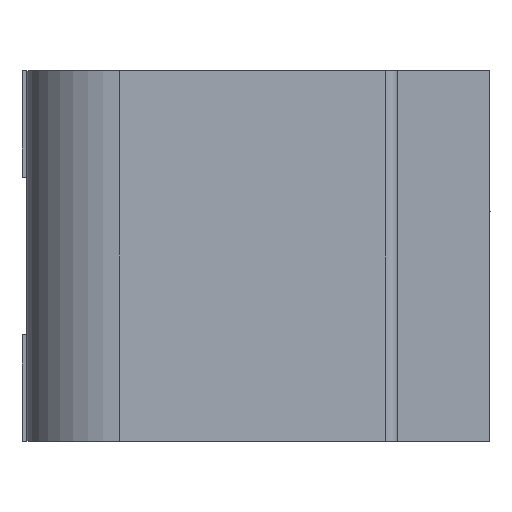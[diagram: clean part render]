
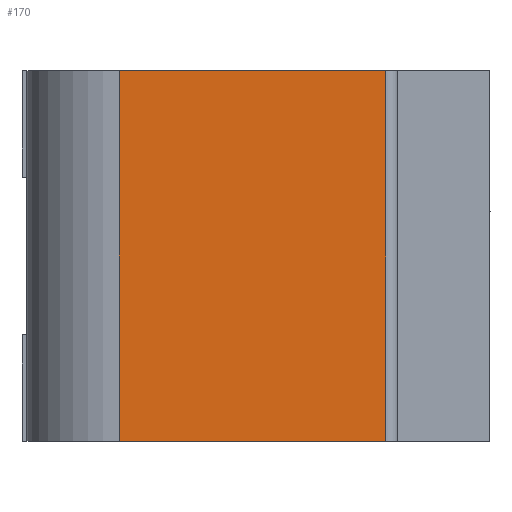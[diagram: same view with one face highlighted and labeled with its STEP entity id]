
A CAD part, left-side view. The second image highlights one B-rep face of the part: STEP entity #170.
In plain terms, the highlighted planar face has unit normal (-1, 0, 0).
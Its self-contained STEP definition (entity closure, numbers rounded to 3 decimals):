
#170 = ADVANCED_FACE( '', ( #423 ), #424, .F. );
#423 = FACE_OUTER_BOUND( '', #776, .T. );
#424 = PLANE( '', #777 );
#776 = EDGE_LOOP( '', ( #1227, #1228, #1229, #1230 ) );
#777 = AXIS2_PLACEMENT_3D( '', #1231, #1232, #1233 );
#1227 = ORIENTED_EDGE( '', *, *, #2198, .T. );
#1228 = ORIENTED_EDGE( '', *, *, #2199, .F. );
#1229 = ORIENTED_EDGE( '', *, *, #2200, .F. );
#1230 = ORIENTED_EDGE( '', *, *, #2201, .T. );
#1231 = CARTESIAN_POINT( '', ( -20., 16., 8. ) );
#1232 = DIRECTION( '', ( 1., 0., 0. ) );
#1233 = DIRECTION( '', ( 0., 0., -1. ) );
#2198 = EDGE_CURVE( '', #2689, #2690, #2691, .T. );
#2199 = EDGE_CURVE( '', #2692, #2690, #2693, .T. );
#2200 = EDGE_CURVE( '', #2694, #2692, #2695, .T. );
#2201 = EDGE_CURVE( '', #2694, #2689, #2696, .T. );
#2689 = VERTEX_POINT( '', #3475 );
#2690 = VERTEX_POINT( '', #3476 );
#2691 = LINE( '', #3477, #3478 );
#2692 = VERTEX_POINT( '', #3479 );
#2693 = LINE( '', #3480, #3481 );
#2694 = VERTEX_POINT( '', #3482 );
#2695 = LINE( '', #3483, #3484 );
#2696 = LINE( '', #3485, #3486 );
#3475 = CARTESIAN_POINT( '', ( -20., 16., -8. ) );
#3476 = CARTESIAN_POINT( '', ( -20., 4.5, -8. ) );
#3477 = CARTESIAN_POINT( '', ( -20., 16., -8. ) );
#3478 = VECTOR( '', #4288, 1000. );
#3479 = CARTESIAN_POINT( '', ( -20., 4.5, 8. ) );
#3480 = CARTESIAN_POINT( '', ( -20., 4.5, 8. ) );
#3481 = VECTOR( '', #4289, 1000. );
#3482 = CARTESIAN_POINT( '', ( -20., 16., 8. ) );
#3483 = CARTESIAN_POINT( '', ( -20., 16., 8. ) );
#3484 = VECTOR( '', #4290, 1000. );
#3485 = CARTESIAN_POINT( '', ( -20., 16., 8. ) );
#3486 = VECTOR( '', #4291, 1000. );
#4288 = DIRECTION( '', ( 0., -1., 0. ) );
#4289 = DIRECTION( '', ( 0., 0., -1. ) );
#4290 = DIRECTION( '', ( 0., -1., 0. ) );
#4291 = DIRECTION( '', ( 0., 0., -1. ) );
